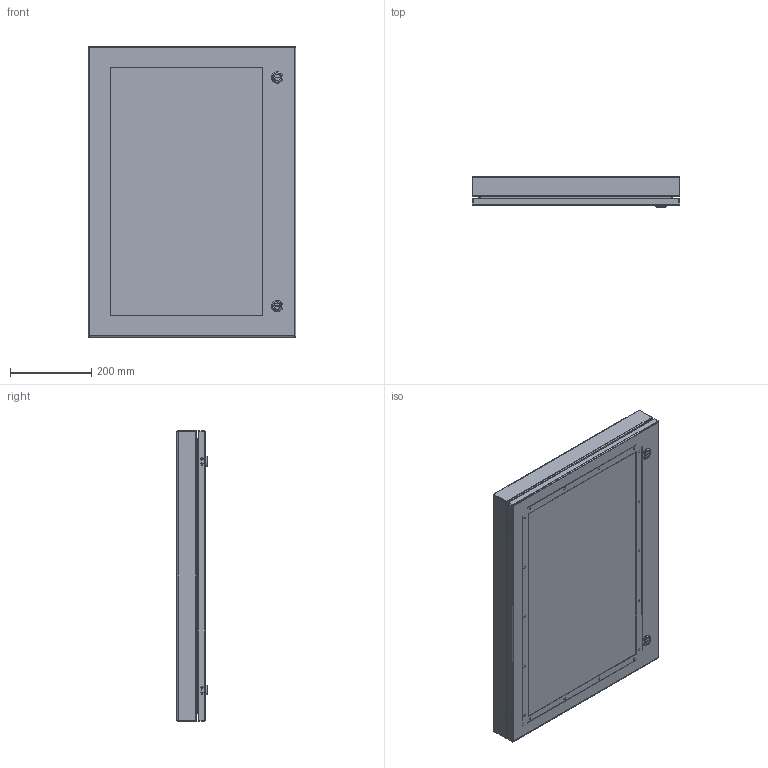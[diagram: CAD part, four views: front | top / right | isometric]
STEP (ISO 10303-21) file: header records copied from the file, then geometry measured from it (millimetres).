
FILE_DESCRIPTION (( 'STEP AP203' ), '1' );
FILE_NAME ('1481WSSDH3024_Default.step', '2019-11-12T17:57:46', ( '' ), ( '' ), 'SwSTEP 2.0', 'SolidWorks 2019', '' );
FILE_SCHEMA (( 'CONFIG_CONTROL_DESIGN' ));
Length unit declared in the file: inch
Products named in the file (1): 1481WSSDH3024_Default
Bounding box: 511.56 x 73.91 x 716.03 mm (x, y, z)
Volume: 2430039.2 mm3; surface area: 1550556.3 mm2
Topology: 62 solids, 62 shells, 1387 faces, 3032 edges, 1817 vertices
Faces by surface type: plane 754, cylinder 406, cone 123, bspline 92, torus 12
Entity records: 42526 total; most frequent: CARTESIAN_POINT 12345, DIRECTION 6247, ORIENTED_EDGE 6064, EDGE_CURVE 3032, AXIS2_PLACEMENT_3D 2295, VERTEX_POINT 1817, LINE 1657, VECTOR 1657
